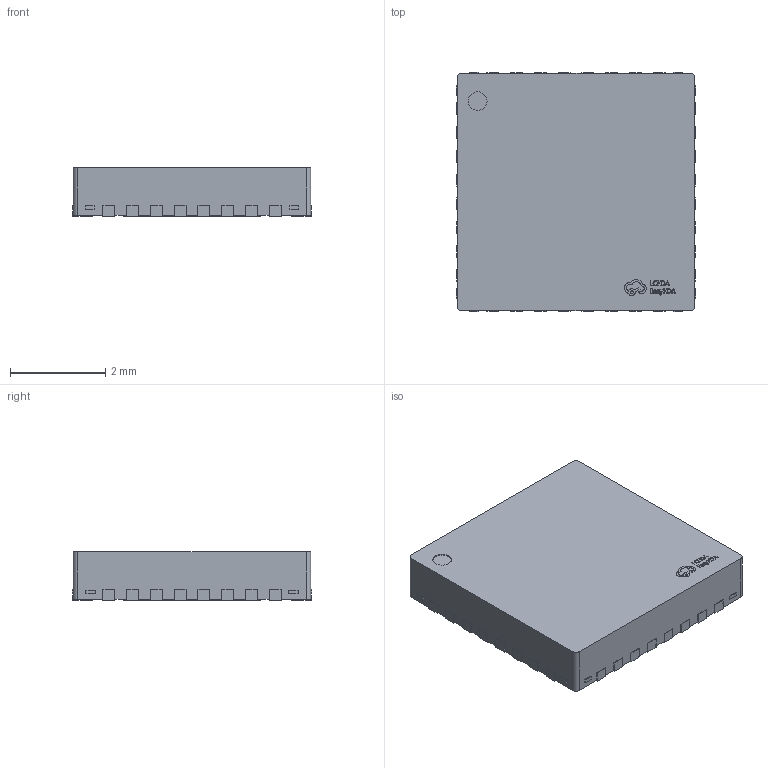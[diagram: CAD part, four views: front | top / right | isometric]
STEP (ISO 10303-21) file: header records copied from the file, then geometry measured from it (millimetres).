
FILE_DESCRIPTION (( 'STEP AP214' ), '1' );
FILE_NAME ('VQFN-32_L5.0-W5.0-P0.50-TL-EP2.9.step', '2022-07-15T04:12:50', ( '' ), ( '' ), 'SwSTEP 2.0', 'SolidWorks 2020', '' );
FILE_SCHEMA (( 'AUTOMOTIVE_DESIGN' ));
Length unit declared in the file: millimetre
Products named in the file (1): VQFN-32_L5.0-W5.0-P0.50-TL-EP2.9
Bounding box: 5.04 x 5.04 x 1.02 mm (x, y, z)
Volume: 25.2 mm3; surface area: 71.5 mm2
Topology: 14 solids, 14 shells, 550 faces, 1515 edges, 1010 vertices
Faces by surface type: plane 390, bspline 114, cylinder 46
Entity records: 22033 total; most frequent: CARTESIAN_POINT 5438, ORIENTED_EDGE 3030, DIRECTION 2249, EDGE_CURVE 1515, LINE 1191, VECTOR 1191, VERTEX_POINT 1010, EDGE_LOOP 579
